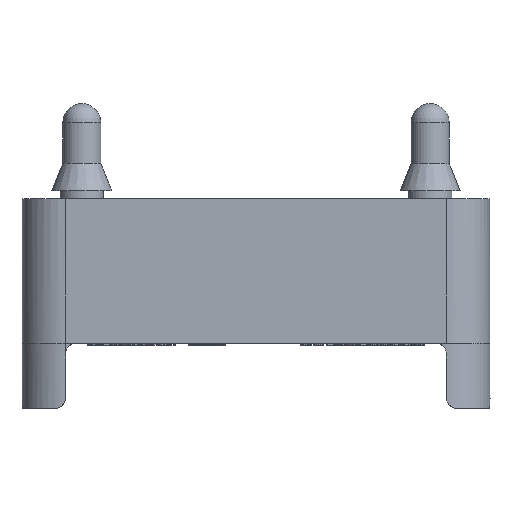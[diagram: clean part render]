
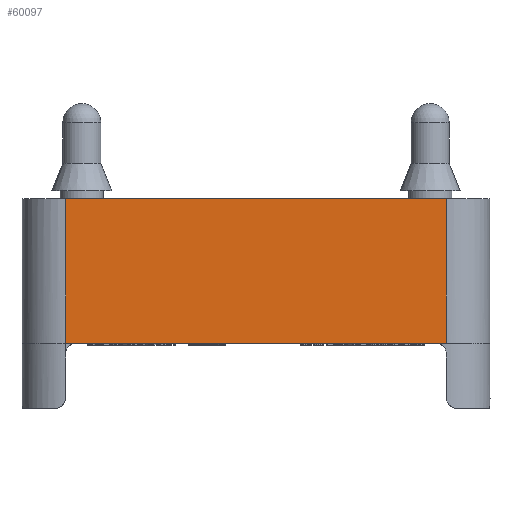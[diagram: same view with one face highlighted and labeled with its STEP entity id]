
A CAD part, front view. The second image highlights one B-rep face of the part: STEP entity #60097.
In plain terms, the highlighted planar face has unit normal (0, -1, 0).
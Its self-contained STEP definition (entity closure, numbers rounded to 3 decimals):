
#895=CARTESIAN_POINT('',(-17.472,-21.5,-2.0));
#896=VERTEX_POINT('',#895);
#2916=CARTESIAN_POINT('',(17.472,-21.5,-2.0));
#2917=VERTEX_POINT('',#2916);
#2925=CARTESIAN_POINT('',(-17.472,-21.5,-2.0));
#2926=DIRECTION('',(1.0,0.0,0.0));
#2927=VECTOR('',#2926,34.943);
#2928=LINE('',#2925,#2927);
#2929=EDGE_CURVE('',#896,#2917,#2928,.T.);
#59846=CARTESIAN_POINT('',(17.5,-21.5,-2.0));
#59847=VERTEX_POINT('',#59846);
#59857=CARTESIAN_POINT('',(17.472,-21.5,-2.0));
#59858=DIRECTION('',(1.0,0.0,0.0));
#59859=VECTOR('',#59858,0.028);
#59860=LINE('',#59857,#59859);
#59861=EDGE_CURVE('',#2917,#59847,#59860,.T.);
#59924=CARTESIAN_POINT('',(-17.5,-21.5,-2.0));
#59925=VERTEX_POINT('',#59924);
#59941=CARTESIAN_POINT('',(-17.5,-21.5,-2.0));
#59942=DIRECTION('',(1.0,0.0,0.0));
#59943=VECTOR('',#59942,0.028);
#59944=LINE('',#59941,#59943);
#59945=EDGE_CURVE('',#59925,#896,#59944,.T.);
#60028=CARTESIAN_POINT('',(17.5,-21.5,11.25));
#60029=VERTEX_POINT('',#60028);
#60037=CARTESIAN_POINT('',(17.5,-21.5,-2.0));
#60038=DIRECTION('',(0.0,0.0,1.0));
#60039=VECTOR('',#60038,13.25);
#60040=LINE('',#60037,#60039);
#60041=EDGE_CURVE('',#59847,#60029,#60040,.T.);
#60052=CARTESIAN_POINT('',(-17.5,-21.5,11.25));
#60053=VERTEX_POINT('',#60052);
#60054=CARTESIAN_POINT('',(-17.5,-21.5,-2.0));
#60055=DIRECTION('',(0.0,0.0,1.0));
#60056=VECTOR('',#60055,13.25);
#60057=LINE('',#60054,#60056);
#60058=EDGE_CURVE('',#59925,#60053,#60057,.T.);
#60079=CARTESIAN_POINT('',(17.5,-21.5,-2.0));
#60080=DIRECTION('',(0.0,-1.0,0.0));
#60081=DIRECTION('',(0.0,0.0,-1.0));
#60082=AXIS2_PLACEMENT_3D('',#60079,#60080,#60081);
#60083=PLANE('',#60082);
#60084=ORIENTED_EDGE('',*,*,#59945,.T.);
#60085=ORIENTED_EDGE('',*,*,#2929,.T.);
#60086=ORIENTED_EDGE('',*,*,#59861,.T.);
#60087=ORIENTED_EDGE('',*,*,#60041,.T.);
#60088=CARTESIAN_POINT('',(17.5,-21.5,11.25));
#60089=DIRECTION('',(-1.0,0.0,0.0));
#60090=VECTOR('',#60089,35.0);
#60091=LINE('',#60088,#60090);
#60092=EDGE_CURVE('',#60029,#60053,#60091,.T.);
#60093=ORIENTED_EDGE('',*,*,#60092,.T.);
#60094=ORIENTED_EDGE('',*,*,#60058,.F.);
#60095=EDGE_LOOP('',(#60084,#60085,#60086,#60087,#60093,#60094));
#60096=FACE_OUTER_BOUND('',#60095,.T.);
#60097=ADVANCED_FACE('',(#60096),#60083,.T.);
